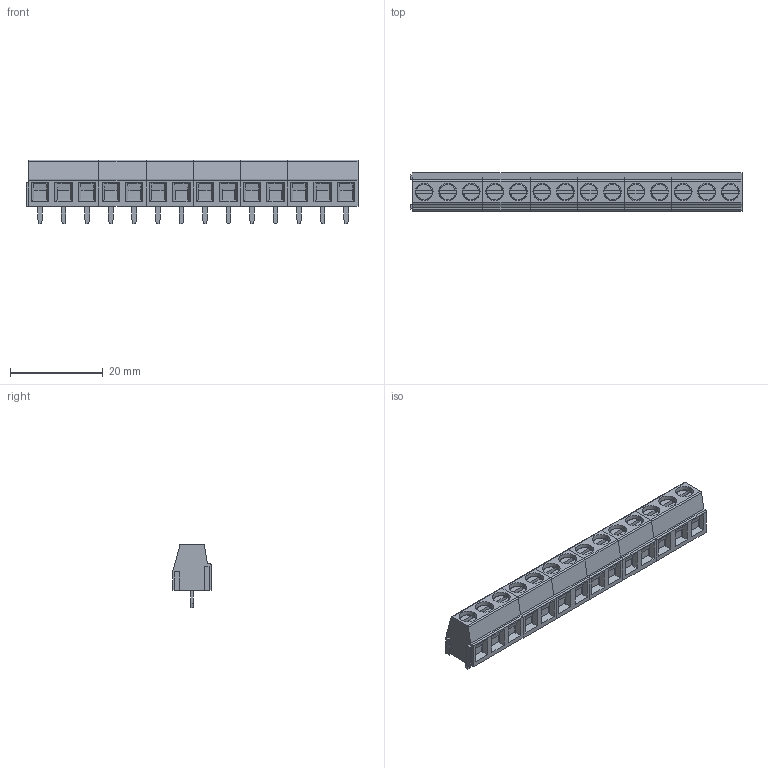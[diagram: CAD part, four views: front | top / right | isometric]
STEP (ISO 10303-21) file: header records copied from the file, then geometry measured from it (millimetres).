
FILE_DESCRIPTION(('FreeCAD Model'),'2;1');
FILE_NAME('Open CASCADE Shape Model','2024-11-08T13:26:21',(''),(''), 'Open CASCADE STEP processor 7.6','FreeCAD','Unknown');
FILE_SCHEMA(('AUTOMOTIVE_DESIGN { 1 0 10303 214 1 1 1 1 }'));
Length unit declared in the file: millimetre
Products named in the file (1): CUI_DEVICES_TB006-508-14BE
Bounding box: 71.62 x 8.2 x 13.8 mm (x, y, z)
Volume: 4827.5 mm3; surface area: 3860.7 mm2
Topology: 1 solids, 15 shells, 782 faces, 1928 edges, 1222 vertices
Faces by surface type: plane 526, bspline 112, cylinder 88, cone 56
Entity records: 34790 total; most frequent: CARTESIAN_POINT 11479, ORIENTED_EDGE 3856, DIRECTION 3397, EDGE_CURVE 1928, LINE 1325, VECTOR 1325, VERTEX_POINT 1222, AXIS2_PLACEMENT_3D 1036
